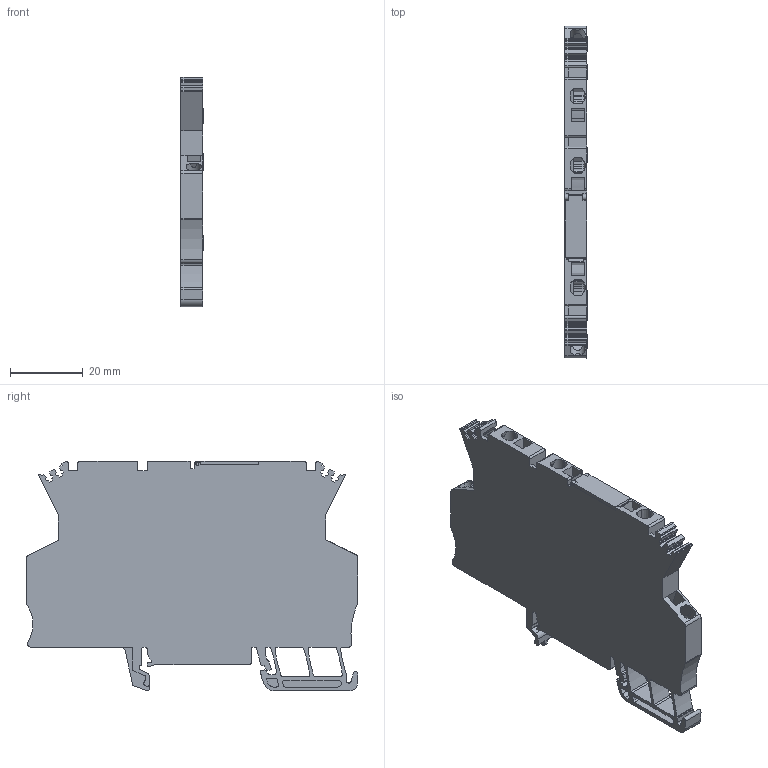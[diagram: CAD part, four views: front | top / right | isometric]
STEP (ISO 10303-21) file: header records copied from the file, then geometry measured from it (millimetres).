
FILE_DESCRIPTION(('CATIA V5 STEP Exchange','CAx-IF Rec.Pracs.--- Model Styling and Organization---1.4--- 2014-01-23'),'2;1');
FILE_NAME ('9104226_4', '2019-07-19T11:07:08+00:00', ('none'), ('Weidmueller'), 'CATIA Version 5-6 Release 2016 SP3 HF44', 'CATIA V5 STEP AP214', 'none');
FILE_SCHEMA(('AUTOMOTIVE_DESIGN { 1 0 10303 214 1 1 1 1 }'));
Length unit declared in the file: millimetre
Products named in the file (1): 8227350000
Bounding box: 6.1 x 91 x 62.9 mm (x, y, z)
Volume: 15955 mm3; surface area: 19124.6 mm2
Topology: 13 solids, 13 shells, 719 faces, 2079 edges, 1412 vertices
Faces by surface type: plane 452, cylinder 251, extrusion 16
Entity records: 24484 total; most frequent: CARTESIAN_POINT 5358, ORIENTED_EDGE 4158, DIRECTION 3164, EDGE_CURVE 2079, VECTOR 1479, LINE 1463, VERTEX_POINT 1412, AXIS2_PLACEMENT_3D 1082
